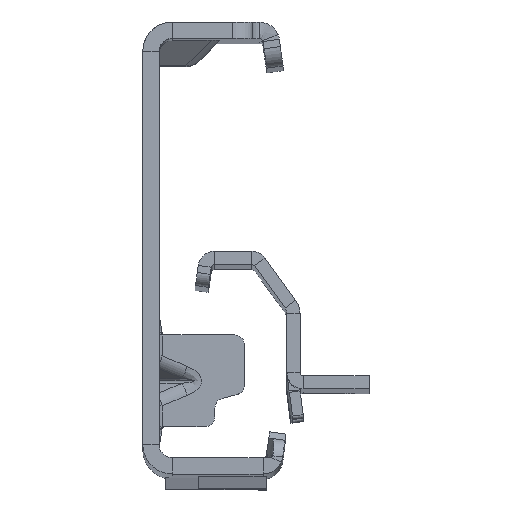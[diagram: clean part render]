
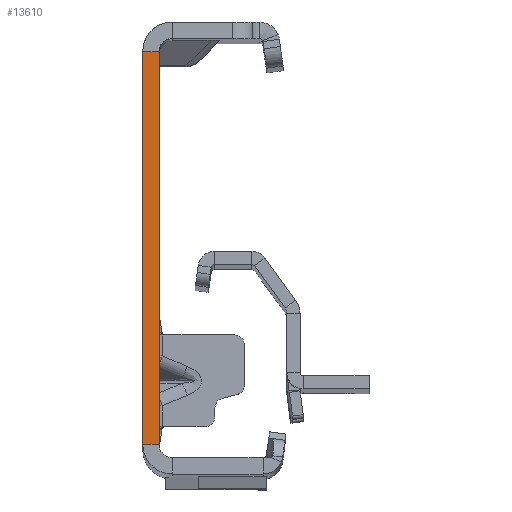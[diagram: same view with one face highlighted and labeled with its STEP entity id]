
A CAD part, top view. The second image highlights one B-rep face of the part: STEP entity #13610.
In plain terms, the highlighted planar face has unit normal (0, 0, 1).
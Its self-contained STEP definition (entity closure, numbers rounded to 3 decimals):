
#1681 = LINE ( 'NONE', #28629, #33349 ) ;
#2708 = DIRECTION ( 'NONE',  ( 1., 0., 0. ) ) ;
#4720 = VERTEX_POINT ( 'NONE', #30639 ) ;
#6263 = CARTESIAN_POINT ( 'NONE',  ( 0., 30., 0. ) ) ;
#6949 = VERTEX_POINT ( 'NONE', #11517 ) ;
#7193 = ORIENTED_EDGE ( 'NONE', *, *, #34738, .T. ) ;
#8377 = VECTOR ( 'NONE', #29218, 1000. ) ;
#9130 = LINE ( 'NONE', #16973, #27976 ) ;
#9135 = LINE ( 'NONE', #34880, #26447 ) ;
#10236 = PLANE ( 'NONE',  #32484 ) ;
#11517 = CARTESIAN_POINT ( 'NONE',  ( -2.5, 30., 0. ) ) ;
#13610 = ADVANCED_FACE ( 'NONE', ( #17819 ), #10236, .T. ) ;
#16973 = CARTESIAN_POINT ( 'NONE',  ( -2.5, -32., 0. ) ) ;
#17819 = FACE_OUTER_BOUND ( 'NONE', #31281, .T. ) ;
#17820 = CARTESIAN_POINT ( 'NONE',  ( -2.5, -30., 0. ) ) ;
#20605 = VERTEX_POINT ( 'NONE', #17820 ) ;
#26447 = VECTOR ( 'NONE', #46502, 1000. ) ;
#27976 = VECTOR ( 'NONE', #47224, 1000. ) ;
#28629 = CARTESIAN_POINT ( 'NONE',  ( 0., -30., 0. ) ) ;
#29218 = DIRECTION ( 'NONE',  ( 0., -1., 0. ) ) ;
#30194 = LINE ( 'NONE', #41356, #8377 ) ;
#30639 = CARTESIAN_POINT ( 'NONE',  ( 0., -30., 0. ) ) ;
#31281 = EDGE_LOOP ( 'NONE', ( #37036, #41844, #7193, #40084 ) ) ;
#32484 = AXIS2_PLACEMENT_3D ( 'NONE', #37994, #48570, #2708 ) ;
#33349 = VECTOR ( 'NONE', #44078, 1000. ) ;
#34738 = EDGE_CURVE ( 'NONE', #6949, #20605, #9130, .T. ) ;
#34880 = CARTESIAN_POINT ( 'NONE',  ( 0., 30., 0. ) ) ;
#37036 = ORIENTED_EDGE ( 'NONE', *, *, #45290, .F. ) ;
#37994 = CARTESIAN_POINT ( 'NONE',  ( -2.5, -32., 0. ) ) ;
#39048 = VERTEX_POINT ( 'NONE', #6263 ) ;
#40084 = ORIENTED_EDGE ( 'NONE', *, *, #42020, .F. ) ;
#41356 = CARTESIAN_POINT ( 'NONE',  ( 0., -32., 0. ) ) ;
#41844 = ORIENTED_EDGE ( 'NONE', *, *, #49817, .T. ) ;
#42020 = EDGE_CURVE ( 'NONE', #4720, #20605, #1681, .T. ) ;
#44078 = DIRECTION ( 'NONE',  ( -1., 0., 0. ) ) ;
#45290 = EDGE_CURVE ( 'NONE', #39048, #4720, #30194, .T. ) ;
#46502 = DIRECTION ( 'NONE',  ( -1., 0., 0. ) ) ;
#47224 = DIRECTION ( 'NONE',  ( 0., -1., 0. ) ) ;
#48570 = DIRECTION ( 'NONE',  ( 0., 0., 1. ) ) ;
#49817 = EDGE_CURVE ( 'NONE', #39048, #6949, #9135, .T. ) ;
